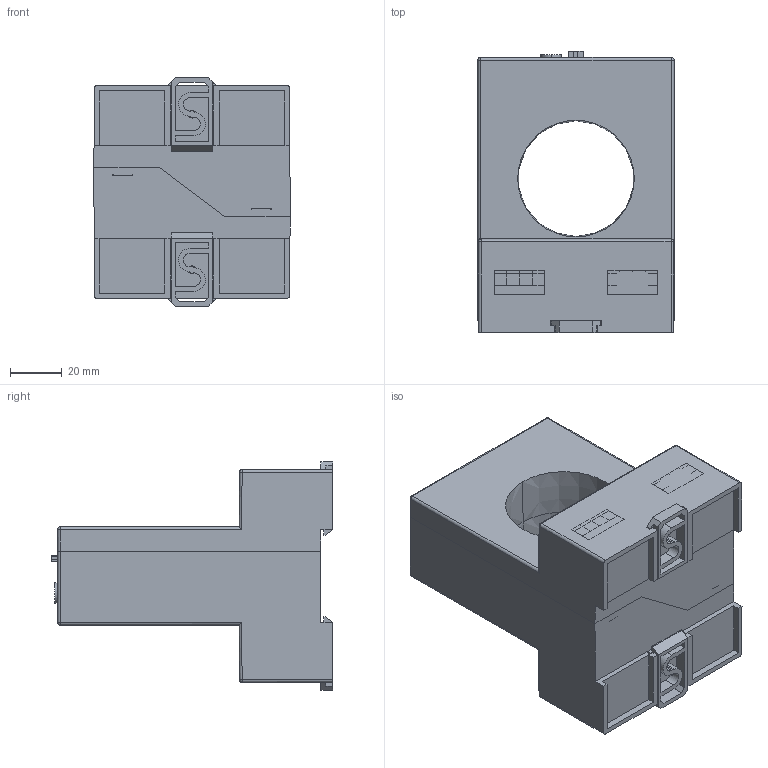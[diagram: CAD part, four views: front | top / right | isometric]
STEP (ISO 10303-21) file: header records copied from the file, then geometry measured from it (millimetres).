
FILE_DESCRIPTION (( 'STEP AP214' ), '1' );
FILE_NAME ('GFSL30-D1C-120A-F.STEP', '2025-04-24T12:31:36', ( '' ), ( '' ), 'SwSTEP 2.0', 'SolidWorks 2024', '' );
FILE_SCHEMA (( 'AUTOMOTIVE_DESIGN' ));
Length unit declared in the file: inch
Products named in the file (1): GFSL30-D1C-120A-F
Bounding box: 76.2 x 109.2 x 88.65 mm (x, y, z)
Volume: 90684.5 mm3; surface area: 99303.5 mm2
Topology: 8 solids, 8 shells, 1046 faces, 2900 edges, 1898 vertices
Faces by surface type: plane 890, cylinder 120, cone 28, bspline 8
Entity records: 35106 total; most frequent: CARTESIAN_POINT 9121, ORIENTED_EDGE 5800, DIRECTION 4624, EDGE_CURVE 2900, VECTOR 2258, LINE 2258, VERTEX_POINT 1898, AXIS2_PLACEMENT_3D 1183
